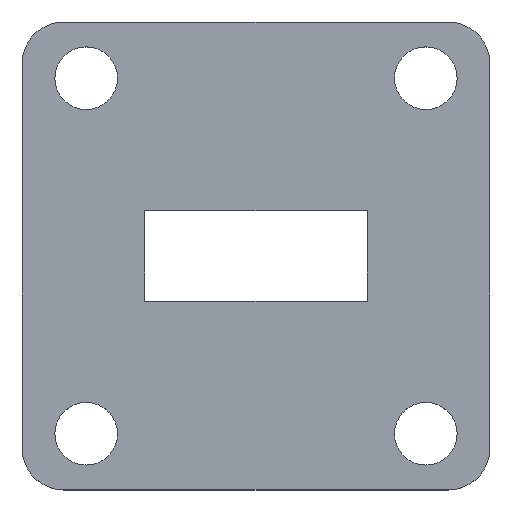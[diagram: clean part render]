
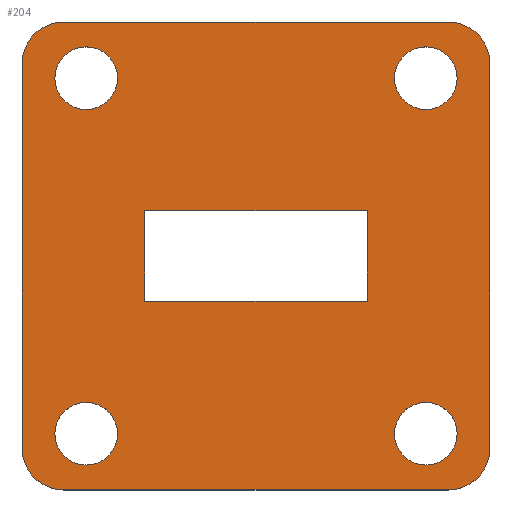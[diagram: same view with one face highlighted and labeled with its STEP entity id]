
A CAD part, top view. The second image highlights one B-rep face of the part: STEP entity #204.
In plain terms, the highlighted planar face has unit normal (0, 0, 1).
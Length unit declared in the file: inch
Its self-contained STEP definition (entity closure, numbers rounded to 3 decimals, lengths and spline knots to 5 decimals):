
#8 = VECTOR ( 'NONE', #489, 39.37008 ) ;
#10 = LINE ( 'NONE', #313, #58 ) ;
#16 = AXIS2_PLACEMENT_3D ( 'NONE', #117, #417, #72 ) ;
#17 = DIRECTION ( 'NONE',  ( -1., 0., 0. ) ) ;
#18 = VECTOR ( 'NONE', #428, 39.37008 ) ;
#23 = DIRECTION ( 'NONE',  ( 0., 1., 0. ) ) ;
#28 = CIRCLE ( 'NONE', #616, 0.05906 ) ;
#34 = CIRCLE ( 'NONE', #247, 0.05906 ) ;
#39 = VECTOR ( 'NONE', #377, 39.37008 ) ;
#41 = CARTESIAN_POINT ( 'NONE',  ( -0.3622, 0.44094, 0. ) ) ;
#42 = EDGE_CURVE ( 'NONE', #334, #334, #34, .T. ) ;
#43 = EDGE_LOOP ( 'NONE', ( #335, #221, #274, #636, #205, #620, #610, #258 ) ) ;
#45 = CARTESIAN_POINT ( 'NONE',  ( -0.26102, -0.33504, 0. ) ) ;
#47 = VERTEX_POINT ( 'NONE', #316 ) ;
#51 = EDGE_CURVE ( 'NONE', #382, #487, #211, .T. ) ;
#58 = VECTOR ( 'NONE', #409, 39.37008 ) ;
#72 = DIRECTION ( 'NONE',  ( -1., 0., 0. ) ) ;
#74 = FACE_BOUND ( 'NONE', #618, .T. ) ;
#76 = CARTESIAN_POINT ( 'NONE',  ( -0.44094, -0.44094, 0. ) ) ;
#78 = VERTEX_POINT ( 'NONE', #163 ) ;
#87 = EDGE_CURVE ( 'NONE', #133, #326, #10, .T. ) ;
#109 = CARTESIAN_POINT ( 'NONE',  ( -0.26102, 0.33504, 0. ) ) ;
#110 = FACE_BOUND ( 'NONE', #522, .T. ) ;
#113 = CARTESIAN_POINT ( 'NONE',  ( -0.21, -0.085, 0. ) ) ;
#114 = EDGE_CURVE ( 'NONE', #437, #437, #223, .T. ) ;
#117 = CARTESIAN_POINT ( 'NONE',  ( 0.3622, 0.3622, 0. ) ) ;
#124 = PLANE ( 'NONE',  #277 ) ;
#132 = CARTESIAN_POINT ( 'NONE',  ( -0.21, -0.085, 0. ) ) ;
#133 = VERTEX_POINT ( 'NONE', #158 ) ;
#138 = VERTEX_POINT ( 'NONE', #361 ) ;
#141 = ORIENTED_EDGE ( 'NONE', *, *, #290, .F. ) ;
#143 = LINE ( 'NONE', #588, #8 ) ;
#152 = CIRCLE ( 'NONE', #252, 0.05906 ) ;
#153 = DIRECTION ( 'NONE',  ( 0., 0., 1. ) ) ;
#156 = ORIENTED_EDGE ( 'NONE', *, *, #114, .F. ) ;
#158 = CARTESIAN_POINT ( 'NONE',  ( 0.44094, -0.3622, 0. ) ) ;
#163 = CARTESIAN_POINT ( 'NONE',  ( -0.3622, -0.44094, 0. ) ) ;
#164 = EDGE_LOOP ( 'NONE', ( #582 ) ) ;
#165 = DIRECTION ( 'NONE',  ( 0., 0., 1. ) ) ;
#169 = ORIENTED_EDGE ( 'NONE', *, *, #225, .F. ) ;
#170 = EDGE_CURVE ( 'NONE', #251, #133, #591, .T. ) ;
#178 = CARTESIAN_POINT ( 'NONE',  ( -0.21, -0.085, 0. ) ) ;
#182 = DIRECTION ( 'NONE',  ( 0., -1., 0. ) ) ;
#187 = DIRECTION ( 'NONE',  ( 1., 0., 0. ) ) ;
#190 = CARTESIAN_POINT ( 'NONE',  ( -0.32008, -0.33504, 0. ) ) ;
#191 = CARTESIAN_POINT ( 'NONE',  ( 0.21, 0.085, 0. ) ) ;
#196 = DIRECTION ( 'NONE',  ( -1., 0., 0. ) ) ;
#204 = ADVANCED_FACE ( 'NONE', ( #259, #454, #110, #265, #74, #275 ), #124, .F. ) ;
#205 = ORIENTED_EDGE ( 'NONE', *, *, #329, .T. ) ;
#208 = DIRECTION ( 'NONE',  ( 0., -1., 0. ) ) ;
#211 = LINE ( 'NONE', #113, #404 ) ;
#216 = DIRECTION ( 'NONE',  ( 0., 0., -1. ) ) ;
#219 = CARTESIAN_POINT ( 'NONE',  ( 0.3622, -0.44094, 0. ) ) ;
#221 = ORIENTED_EDGE ( 'NONE', *, *, #243, .T. ) ;
#223 = CIRCLE ( 'NONE', #589, 0.05906 ) ;
#224 = ORIENTED_EDGE ( 'NONE', *, *, #561, .F. ) ;
#225 = EDGE_CURVE ( 'NONE', #480, #382, #327, .T. ) ;
#227 = ORIENTED_EDGE ( 'NONE', *, *, #42, .F. ) ;
#231 = EDGE_CURVE ( 'NONE', #326, #138, #525, .T. ) ;
#235 = DIRECTION ( 'NONE',  ( 0., 0., 1. ) ) ;
#237 = CIRCLE ( 'NONE', #369, 0.07874 ) ;
#243 = EDGE_CURVE ( 'NONE', #385, #629, #237, .T. ) ;
#244 = VERTEX_POINT ( 'NONE', #109 ) ;
#246 = EDGE_CURVE ( 'NONE', #487, #449, #367, .T. ) ;
#247 = AXIS2_PLACEMENT_3D ( 'NONE', #352, #460, #262 ) ;
#251 = VERTEX_POINT ( 'NONE', #219 ) ;
#252 = AXIS2_PLACEMENT_3D ( 'NONE', #190, #235, #433 ) ;
#258 = ORIENTED_EDGE ( 'NONE', *, *, #231, .T. ) ;
#259 = FACE_BOUND ( 'NONE', #520, .T. ) ;
#262 = DIRECTION ( 'NONE',  ( 1., 0., 0. ) ) ;
#264 = ORIENTED_EDGE ( 'NONE', *, *, #246, .F. ) ;
#265 = FACE_BOUND ( 'NONE', #370, .T. ) ;
#272 = CARTESIAN_POINT ( 'NONE',  ( 0.21, -0.085, 0. ) ) ;
#274 = ORIENTED_EDGE ( 'NONE', *, *, #461, .T. ) ;
#275 = FACE_OUTER_BOUND ( 'NONE', #43, .T. ) ;
#277 = AXIS2_PLACEMENT_3D ( 'NONE', #324, #216, #17 ) ;
#281 = LINE ( 'NONE', #76, #18 ) ;
#287 = VERTEX_POINT ( 'NONE', #45 ) ;
#290 = EDGE_CURVE ( 'NONE', #449, #480, #518, .T. ) ;
#294 = CARTESIAN_POINT ( 'NONE',  ( -0.44094, 0.3622, 0. ) ) ;
#313 = CARTESIAN_POINT ( 'NONE',  ( 0.44094, -0.44094, 0. ) ) ;
#316 = CARTESIAN_POINT ( 'NONE',  ( -0.44094, -0.3622, 0. ) ) ;
#324 = CARTESIAN_POINT ( 'NONE',  ( 0., 0., 0. ) ) ;
#326 = VERTEX_POINT ( 'NONE', #521 ) ;
#327 = LINE ( 'NONE', #331, #647 ) ;
#329 = EDGE_CURVE ( 'NONE', #78, #251, #281, .T. ) ;
#331 = CARTESIAN_POINT ( 'NONE',  ( -0.21, 0.085, 0. ) ) ;
#334 = VERTEX_POINT ( 'NONE', #338 ) ;
#335 = ORIENTED_EDGE ( 'NONE', *, *, #608, .T. ) ;
#338 = CARTESIAN_POINT ( 'NONE',  ( 0.37913, -0.33504, 0. ) ) ;
#342 = CARTESIAN_POINT ( 'NONE',  ( 0.37913, 0.33504, 0. ) ) ;
#352 = CARTESIAN_POINT ( 'NONE',  ( 0.32008, -0.33504, 0. ) ) ;
#356 = DIRECTION ( 'NONE',  ( -1., 0., 0. ) ) ;
#361 = CARTESIAN_POINT ( 'NONE',  ( 0.3622, 0.44094, 0. ) ) ;
#362 = VECTOR ( 'NONE', #182, 39.37008 ) ;
#363 = CARTESIAN_POINT ( 'NONE',  ( 0.32008, 0.33504, 0. ) ) ;
#367 = LINE ( 'NONE', #178, #39 ) ;
#369 = AXIS2_PLACEMENT_3D ( 'NONE', #619, #165, #526 ) ;
#370 = EDGE_LOOP ( 'NONE', ( #156 ) ) ;
#377 = DIRECTION ( 'NONE',  ( 1., 0., 0. ) ) ;
#382 = VERTEX_POINT ( 'NONE', #596 ) ;
#385 = VERTEX_POINT ( 'NONE', #41 ) ;
#386 = DIRECTION ( 'NONE',  ( 0., 0., 1. ) ) ;
#403 = DIRECTION ( 'NONE',  ( 0., 0., 1. ) ) ;
#404 = VECTOR ( 'NONE', #208, 39.37008 ) ;
#407 = AXIS2_PLACEMENT_3D ( 'NONE', #650, #538, #196 ) ;
#409 = DIRECTION ( 'NONE',  ( 0., 1., 0. ) ) ;
#411 = DIRECTION ( 'NONE',  ( 1., 0., 0. ) ) ;
#417 = DIRECTION ( 'NONE',  ( 0., 0., 1. ) ) ;
#428 = DIRECTION ( 'NONE',  ( 1., 0., 0. ) ) ;
#433 = DIRECTION ( 'NONE',  ( 1., 0., 0. ) ) ;
#437 = VERTEX_POINT ( 'NONE', #342 ) ;
#449 = VERTEX_POINT ( 'NONE', #643 ) ;
#454 = FACE_BOUND ( 'NONE', #164, .T. ) ;
#460 = DIRECTION ( 'NONE',  ( 0., 0., 1. ) ) ;
#461 = EDGE_CURVE ( 'NONE', #629, #47, #635, .T. ) ;
#467 = VECTOR ( 'NONE', #23, 39.37008 ) ;
#479 = DIRECTION ( 'NONE',  ( -1., 0., 0. ) ) ;
#480 = VERTEX_POINT ( 'NONE', #191 ) ;
#487 = VERTEX_POINT ( 'NONE', #132 ) ;
#489 = DIRECTION ( 'NONE',  ( -1., 0., 0. ) ) ;
#516 = CIRCLE ( 'NONE', #407, 0.07874 ) ;
#518 = LINE ( 'NONE', #272, #467 ) ;
#520 = EDGE_LOOP ( 'NONE', ( #169, #141, #264, #524 ) ) ;
#521 = CARTESIAN_POINT ( 'NONE',  ( 0.44094, 0.3622, 0. ) ) ;
#522 = EDGE_LOOP ( 'NONE', ( #227 ) ) ;
#524 = ORIENTED_EDGE ( 'NONE', *, *, #51, .F. ) ;
#525 = CIRCLE ( 'NONE', #16, 0.07874 ) ;
#526 = DIRECTION ( 'NONE',  ( -1., 0., 0. ) ) ;
#528 = CARTESIAN_POINT ( 'NONE',  ( -0.44094, -0.44094, 0. ) ) ;
#533 = EDGE_CURVE ( 'NONE', #287, #287, #152, .T. ) ;
#538 = DIRECTION ( 'NONE',  ( 0., 0., 1. ) ) ;
#554 = EDGE_CURVE ( 'NONE', #47, #78, #516, .T. ) ;
#555 = CARTESIAN_POINT ( 'NONE',  ( 0.3622, -0.3622, 0. ) ) ;
#561 = EDGE_CURVE ( 'NONE', #244, #244, #28, .T. ) ;
#582 = ORIENTED_EDGE ( 'NONE', *, *, #533, .F. ) ;
#588 = CARTESIAN_POINT ( 'NONE',  ( -0.44094, 0.44094, 0. ) ) ;
#589 = AXIS2_PLACEMENT_3D ( 'NONE', #363, #403, #411 ) ;
#591 = CIRCLE ( 'NONE', #634, 0.07874 ) ;
#594 = CARTESIAN_POINT ( 'NONE',  ( -0.32008, 0.33504, 0. ) ) ;
#596 = CARTESIAN_POINT ( 'NONE',  ( -0.21, 0.085, 0. ) ) ;
#608 = EDGE_CURVE ( 'NONE', #138, #385, #143, .T. ) ;
#610 = ORIENTED_EDGE ( 'NONE', *, *, #87, .T. ) ;
#616 = AXIS2_PLACEMENT_3D ( 'NONE', #594, #386, #187 ) ;
#618 = EDGE_LOOP ( 'NONE', ( #224 ) ) ;
#619 = CARTESIAN_POINT ( 'NONE',  ( -0.3622, 0.3622, 0. ) ) ;
#620 = ORIENTED_EDGE ( 'NONE', *, *, #170, .T. ) ;
#629 = VERTEX_POINT ( 'NONE', #294 ) ;
#634 = AXIS2_PLACEMENT_3D ( 'NONE', #555, #153, #356 ) ;
#635 = LINE ( 'NONE', #528, #362 ) ;
#636 = ORIENTED_EDGE ( 'NONE', *, *, #554, .T. ) ;
#643 = CARTESIAN_POINT ( 'NONE',  ( 0.21, -0.085, 0. ) ) ;
#647 = VECTOR ( 'NONE', #479, 39.37008 ) ;
#650 = CARTESIAN_POINT ( 'NONE',  ( -0.3622, -0.3622, 0. ) ) ;
